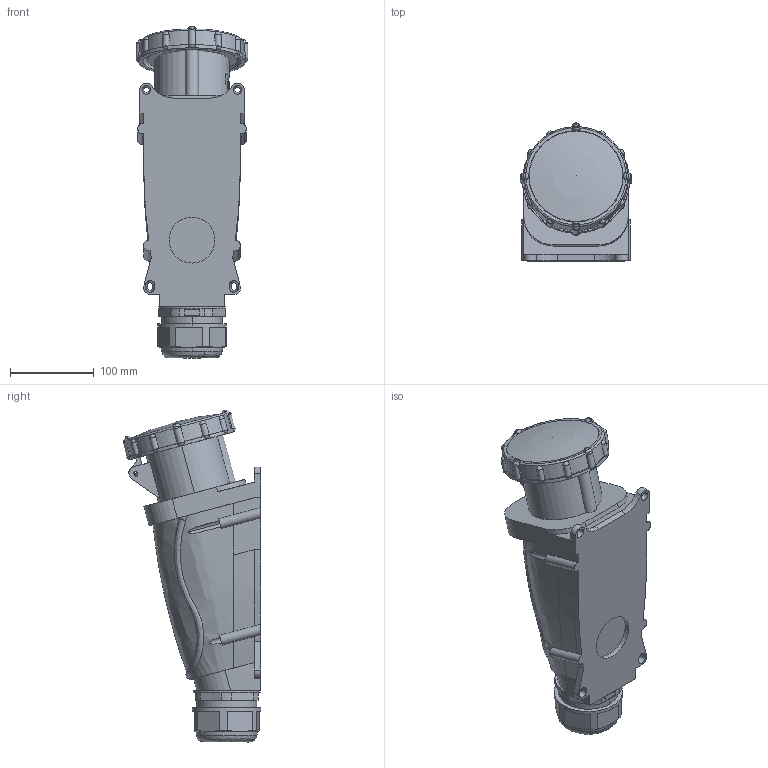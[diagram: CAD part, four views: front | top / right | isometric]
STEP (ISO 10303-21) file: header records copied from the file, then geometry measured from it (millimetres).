
FILE_DESCRIPTION (( 'STEP AP214' ), '1' );
FILE_NAME ('PSN12-125-5 Ðîçåòêà ñòàöèîíàðíàÿ ÑÑÈ-145 125À-6÷_200_346-240_415Â 3Ð+ÐÅ+N IP67 MAGNUM ÈÝÊ1.STEP', '2025-09-17T07:03:37', ( '' ), ( '' ), 'SwSTEP 2.0', 'SolidWorks 2022', '' );
FILE_SCHEMA (( 'AUTOMOTIVE_DESIGN' ));
Length unit declared in the file: millimetre
Products named in the file (1): PSN12-125-5 Розетка стационарная ССИ-145 125А-6ч_200_346-240_415В 3Р+РЕ+N IP67 MAGNUM ИЭК1
Bounding box: 133.97 x 164.99 x 397.35 mm (x, y, z)
Volume: 1286725.8 mm3; surface area: 447977.8 mm2
Topology: 2 solids, 2 shells, 832 faces, 2223 edges, 1422 vertices
Faces by surface type: plane 444, cylinder 232, bspline 65, cone 49, torus 40, sphere 2
Entity records: 36260 total; most frequent: CARTESIAN_POINT 15911, ORIENTED_EDGE 4386, DIRECTION 4080, EDGE_CURVE 2193, AXIS2_PLACEMENT_3D 1483, VERTEX_POINT 1418, LINE 1114, VECTOR 1114
